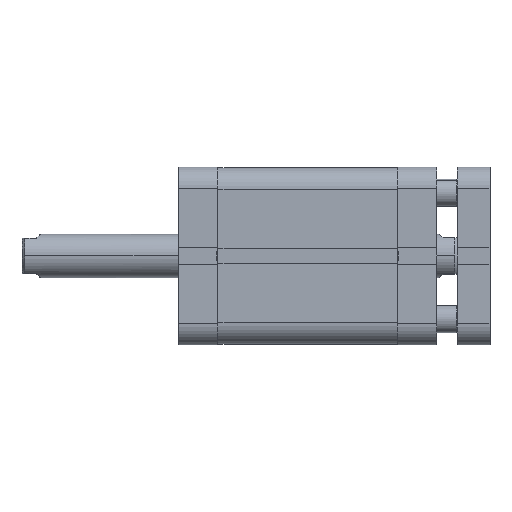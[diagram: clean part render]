
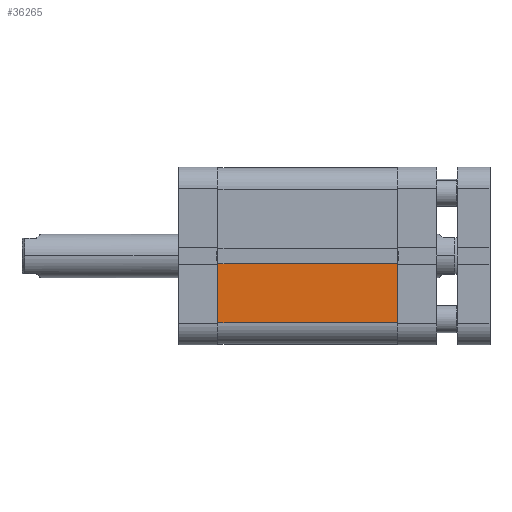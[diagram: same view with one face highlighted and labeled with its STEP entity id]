
A CAD part, front view. The second image highlights one B-rep face of the part: STEP entity #36265.
In plain terms, the highlighted planar face has unit normal (0, -1, 0).
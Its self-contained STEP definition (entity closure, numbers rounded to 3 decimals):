
#988 = VERTEX_POINT ( 'NONE', #11444 ) ;
#1153 = VECTOR ( 'NONE', #34823, 1000. ) ;
#5037 = EDGE_CURVE ( 'NONE', #11239, #988, #19573, .T. ) ;
#6056 = CARTESIAN_POINT ( 'NONE',  ( 0., -32.5, -2.8 ) ) ;
#6528 = LINE ( 'NONE', #21406, #29302 ) ;
#7854 = ORIENTED_EDGE ( 'NONE', *, *, #16961, .F. ) ;
#10258 = EDGE_CURVE ( 'NONE', #988, #27618, #18070, .T. ) ;
#11239 = VERTEX_POINT ( 'NONE', #6056 ) ;
#11444 = CARTESIAN_POINT ( 'NONE',  ( 0., -32.5, -24.5 ) ) ;
#15044 = DIRECTION ( 'NONE',  ( -1., 0., 0. ) ) ;
#16888 = EDGE_LOOP ( 'NONE', ( #18799, #25913, #18868, #7854 ) ) ;
#16961 = EDGE_CURVE ( 'NONE', #35613, #27618, #6528, .T. ) ;
#18070 = LINE ( 'NONE', #20460, #30901 ) ;
#18799 = ORIENTED_EDGE ( 'NONE', *, *, #26820, .T. ) ;
#18868 = ORIENTED_EDGE ( 'NONE', *, *, #10258, .T. ) ;
#19162 = FACE_OUTER_BOUND ( 'NONE', #16888, .T. ) ;
#19573 = LINE ( 'NONE', #29255, #1153 ) ;
#20460 = CARTESIAN_POINT ( 'NONE',  ( 66., -32.5, -24.5 ) ) ;
#21383 = CARTESIAN_POINT ( 'NONE',  ( 66., -32.5, -2.8 ) ) ;
#21406 = CARTESIAN_POINT ( 'NONE',  ( 66., -32.5, -32.5 ) ) ;
#22118 = PLANE ( 'NONE',  #30100 ) ;
#24404 = DIRECTION ( 'NONE',  ( 1., 0., 0. ) ) ;
#24722 = CARTESIAN_POINT ( 'NONE',  ( 66., -32.5, -32.5 ) ) ;
#25913 = ORIENTED_EDGE ( 'NONE', *, *, #5037, .T. ) ;
#26820 = EDGE_CURVE ( 'NONE', #35613, #11239, #30103, .T. ) ;
#27514 = CARTESIAN_POINT ( 'NONE',  ( 66.001, -32.5, -2.8 ) ) ;
#27618 = VERTEX_POINT ( 'NONE', #31383 ) ;
#27879 = DIRECTION ( 'NONE',  ( 0., 0., 1. ) ) ;
#29255 = CARTESIAN_POINT ( 'NONE',  ( 0., -32.5, -32.5 ) ) ;
#29302 = VECTOR ( 'NONE', #33502, 1000. ) ;
#30100 = AXIS2_PLACEMENT_3D ( 'NONE', #24722, #30657, #27879 ) ;
#30103 = LINE ( 'NONE', #27514, #36582 ) ;
#30657 = DIRECTION ( 'NONE',  ( 0., 1., 0. ) ) ;
#30901 = VECTOR ( 'NONE', #24404, 1000. ) ;
#31383 = CARTESIAN_POINT ( 'NONE',  ( 66., -32.5, -24.5 ) ) ;
#33502 = DIRECTION ( 'NONE',  ( 0., 0., -1. ) ) ;
#34823 = DIRECTION ( 'NONE',  ( 0., 0., -1. ) ) ;
#35613 = VERTEX_POINT ( 'NONE', #21383 ) ;
#36265 = ADVANCED_FACE ( 'NONE', ( #19162 ), #22118, .F. ) ;
#36582 = VECTOR ( 'NONE', #15044, 1000. ) ;
